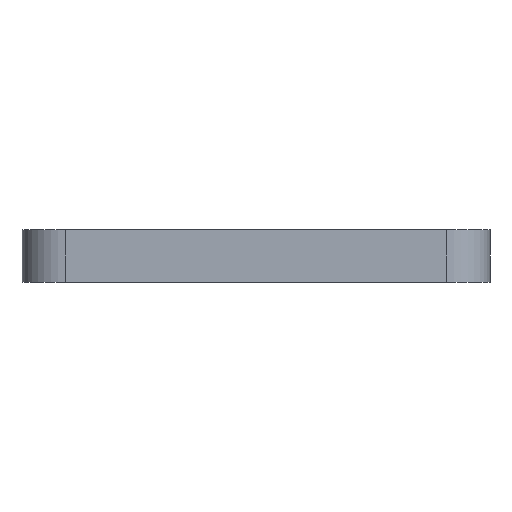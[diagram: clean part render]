
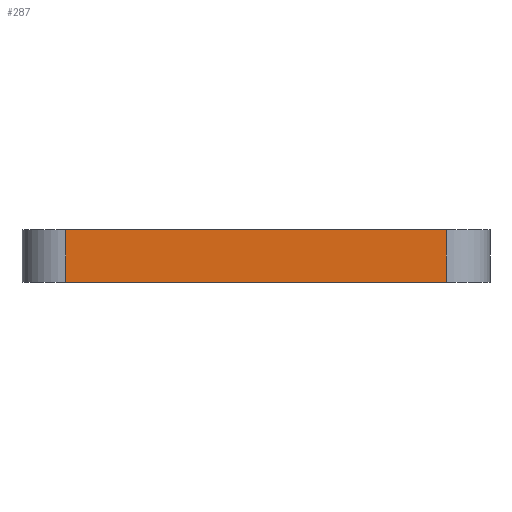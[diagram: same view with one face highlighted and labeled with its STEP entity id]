
A CAD part, left-side view. The second image highlights one B-rep face of the part: STEP entity #287.
In plain terms, the highlighted planar face has unit normal (-1, 0, 0).
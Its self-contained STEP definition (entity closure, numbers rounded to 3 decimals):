
#21 = CARTESIAN_POINT ( 'NONE',  ( -53.669, -141.13, -576.548 ) ) ;
#41 = DIRECTION ( 'NONE',  ( 0., 0., 1. ) ) ;
#47 = EDGE_CURVE ( 'NONE', #134, #409, #264, .T. ) ;
#70 = VERTEX_POINT ( 'NONE', #471 ) ;
#76 = EDGE_CURVE ( 'NONE', #70, #134, #708, .T. ) ;
#119 = EDGE_CURVE ( 'NONE', #70, #685, #786, .T. ) ;
#126 = DIRECTION ( 'NONE',  ( 0., -1., 0. ) ) ;
#130 = EDGE_LOOP ( 'NONE', ( #586, #299, #652, #322 ) ) ;
#132 = PLANE ( 'NONE',  #759 ) ;
#134 = VERTEX_POINT ( 'NONE', #562 ) ;
#161 = CARTESIAN_POINT ( 'NONE',  ( -53.669, -97.638, -582.548 ) ) ;
#200 = CARTESIAN_POINT ( 'NONE',  ( -53.669, -97.638, -576.548 ) ) ;
#264 = LINE ( 'NONE', #760, #661 ) ;
#285 = CARTESIAN_POINT ( 'NONE',  ( -53.669, -97.638, -582.548 ) ) ;
#287 = ADVANCED_FACE ( 'NONE', ( #464 ), #132, .F. ) ;
#299 = ORIENTED_EDGE ( 'NONE', *, *, #119, .F. ) ;
#315 = CARTESIAN_POINT ( 'NONE',  ( -53.669, -97.638, -576.548 ) ) ;
#322 = ORIENTED_EDGE ( 'NONE', *, *, #47, .T. ) ;
#341 = LINE ( 'NONE', #200, #747 ) ;
#403 = DIRECTION ( 'NONE',  ( 0., -1., 0. ) ) ;
#409 = VERTEX_POINT ( 'NONE', #21 ) ;
#449 = CARTESIAN_POINT ( 'NONE',  ( -53.669, -97.638, -582.548 ) ) ;
#451 = EDGE_CURVE ( 'NONE', #685, #409, #341, .T. ) ;
#464 = FACE_OUTER_BOUND ( 'NONE', #130, .T. ) ;
#471 = CARTESIAN_POINT ( 'NONE',  ( -53.669, -97.638, -582.548 ) ) ;
#562 = CARTESIAN_POINT ( 'NONE',  ( -53.669, -141.13, -582.548 ) ) ;
#586 = ORIENTED_EDGE ( 'NONE', *, *, #451, .F. ) ;
#597 = DIRECTION ( 'NONE',  ( 0., -1., 0. ) ) ;
#652 = ORIENTED_EDGE ( 'NONE', *, *, #76, .T. ) ;
#661 = VECTOR ( 'NONE', #699, 1000. ) ;
#685 = VERTEX_POINT ( 'NONE', #315 ) ;
#687 = VECTOR ( 'NONE', #597, 1000. ) ;
#699 = DIRECTION ( 'NONE',  ( 0., 0., 1. ) ) ;
#708 = LINE ( 'NONE', #161, #687 ) ;
#735 = VECTOR ( 'NONE', #41, 1000. ) ;
#747 = VECTOR ( 'NONE', #403, 1000. ) ;
#752 = DIRECTION ( 'NONE',  ( 1., 0., 0. ) ) ;
#759 = AXIS2_PLACEMENT_3D ( 'NONE', #449, #752, #126 ) ;
#760 = CARTESIAN_POINT ( 'NONE',  ( -53.669, -141.13, -582.548 ) ) ;
#786 = LINE ( 'NONE', #285, #735 ) ;
